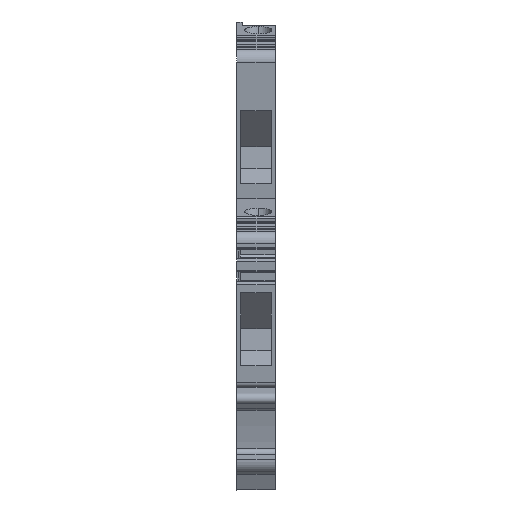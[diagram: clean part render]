
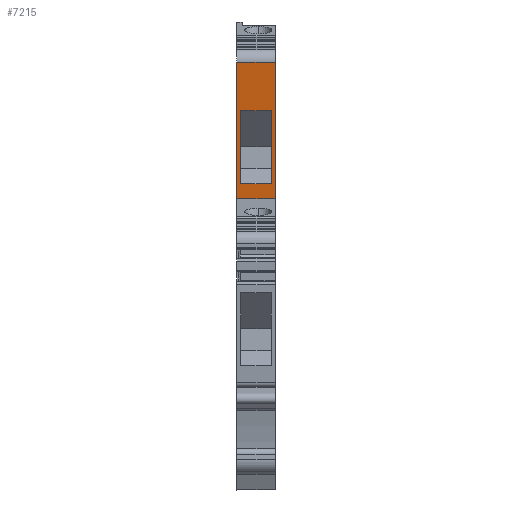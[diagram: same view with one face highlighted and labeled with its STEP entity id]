
A CAD part, front view. The second image highlights one B-rep face of the part: STEP entity #7215.
In plain terms, the highlighted planar face has unit normal (0, -0.985, -0.174).
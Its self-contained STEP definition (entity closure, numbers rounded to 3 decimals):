
#7161=AXIS2_PLACEMENT_3D('Plane Axis2P3D',#7158,#7159,#7160) ;
#1618=CARTESIAN_POINT('Vertex',(0.,17.214,38.75)) ;
#1621=CARTESIAN_POINT('Line Origine',(0.,15.616,47.813)) ;
#1625=CARTESIAN_POINT('Vertex',(0.,14.018,56.876)) ;
#7087=CARTESIAN_POINT('Vertex',(5.1,17.214,38.75)) ;
#7090=CARTESIAN_POINT('Line Origine',(2.55,17.214,38.75)) ;
#7158=CARTESIAN_POINT('Axis2P3D Location',(0.,17.214,38.75)) ;
#7163=CARTESIAN_POINT('Line Origine',(2.55,14.018,56.876)) ;
#7167=CARTESIAN_POINT('Vertex',(5.1,14.018,56.876)) ;
#7170=CARTESIAN_POINT('Line Origine',(5.1,15.616,47.813)) ;
#7181=CARTESIAN_POINT('Line Origine',(2.55,16.865,40.73)) ;
#7185=CARTESIAN_POINT('Vertex',(4.6,16.865,40.73)) ;
#7187=CARTESIAN_POINT('Vertex',(0.5,16.865,40.73)) ;
#7190=CARTESIAN_POINT('Line Origine',(0.5,16.009,45.585)) ;
#7194=CARTESIAN_POINT('Vertex',(0.5,15.153,50.44)) ;
#7197=CARTESIAN_POINT('Line Origine',(2.55,15.153,50.44)) ;
#7201=CARTESIAN_POINT('Vertex',(4.6,15.153,50.44)) ;
#7204=CARTESIAN_POINT('Line Origine',(4.6,16.009,45.585)) ;
#1622=DIRECTION('Vector Direction',(0.,-0.174,0.985)) ;
#7091=DIRECTION('Vector Direction',(1.,0.,0.)) ;
#7159=DIRECTION('Axis2P3D Direction',(0.,0.985,0.174)) ;
#7160=DIRECTION('Axis2P3D XDirection',(0.,-0.174,0.985)) ;
#7164=DIRECTION('Vector Direction',(1.,0.,0.)) ;
#7171=DIRECTION('Vector Direction',(0.,-0.174,0.985)) ;
#7182=DIRECTION('Vector Direction',(-1.,0.,0.)) ;
#7191=DIRECTION('Vector Direction',(0.,0.174,-0.985)) ;
#7198=DIRECTION('Vector Direction',(-1.,0.,0.)) ;
#7205=DIRECTION('Vector Direction',(0.,0.174,-0.985)) ;
#1623=VECTOR('Line Direction',#1622,1.) ;
#7092=VECTOR('Line Direction',#7091,1.) ;
#7165=VECTOR('Line Direction',#7164,1.) ;
#7172=VECTOR('Line Direction',#7171,1.) ;
#7183=VECTOR('Line Direction',#7182,1.) ;
#7192=VECTOR('Line Direction',#7191,1.) ;
#7199=VECTOR('Line Direction',#7198,1.) ;
#7206=VECTOR('Line Direction',#7205,1.) ;
#7176=ORIENTED_EDGE('',*,*,#7169,.F.) ;
#7177=ORIENTED_EDGE('',*,*,#1627,.T.) ;
#7178=ORIENTED_EDGE('',*,*,#7094,.T.) ;
#7179=ORIENTED_EDGE('',*,*,#7174,.F.) ;
#7210=ORIENTED_EDGE('',*,*,#7189,.T.) ;
#7211=ORIENTED_EDGE('',*,*,#7196,.F.) ;
#7212=ORIENTED_EDGE('',*,*,#7203,.F.) ;
#7213=ORIENTED_EDGE('',*,*,#7208,.T.) ;
#7214=FACE_BOUND('',#7209,.T.) ;
#7215=ADVANCED_FACE('KLTR',(#7180,#7214),#7162,.F.) ;
#1627=EDGE_CURVE('',#1626,#1619,#1624,.F.) ;
#7094=EDGE_CURVE('',#1619,#7088,#7093,.T.) ;
#7169=EDGE_CURVE('',#1626,#7168,#7166,.T.) ;
#7174=EDGE_CURVE('',#7168,#7088,#7173,.F.) ;
#7189=EDGE_CURVE('',#7186,#7188,#7184,.T.) ;
#7196=EDGE_CURVE('',#7195,#7188,#7193,.T.) ;
#7203=EDGE_CURVE('',#7202,#7195,#7200,.T.) ;
#7208=EDGE_CURVE('',#7202,#7186,#7207,.T.) ;
#7175=EDGE_LOOP('',(#7176,#7177,#7178,#7179)) ;
#7209=EDGE_LOOP('',(#7210,#7211,#7212,#7213)) ;
#7180=FACE_OUTER_BOUND('',#7175,.T.) ;
#1624=LINE('Line',#1621,#1623) ;
#7093=LINE('Line',#7090,#7092) ;
#7166=LINE('Line',#7163,#7165) ;
#7173=LINE('Line',#7170,#7172) ;
#7184=LINE('Line',#7181,#7183) ;
#7193=LINE('Line',#7190,#7192) ;
#7200=LINE('Line',#7197,#7199) ;
#7207=LINE('Line',#7204,#7206) ;
#7162=PLANE('',#7161) ;
#1619=VERTEX_POINT('',#1618) ;
#1626=VERTEX_POINT('',#1625) ;
#7088=VERTEX_POINT('',#7087) ;
#7168=VERTEX_POINT('',#7167) ;
#7186=VERTEX_POINT('',#7185) ;
#7188=VERTEX_POINT('',#7187) ;
#7195=VERTEX_POINT('',#7194) ;
#7202=VERTEX_POINT('',#7201) ;
